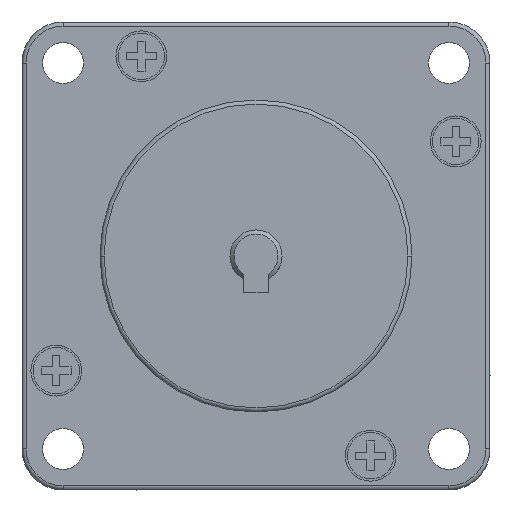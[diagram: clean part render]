
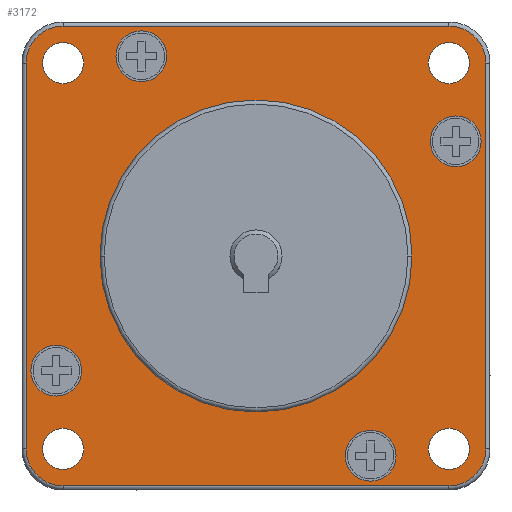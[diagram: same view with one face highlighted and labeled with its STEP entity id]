
A CAD part, left-side view. The second image highlights one B-rep face of the part: STEP entity #3172.
In plain terms, the highlighted planar face has unit normal (-1, 0, 0).
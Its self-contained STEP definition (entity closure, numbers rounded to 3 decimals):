
#117=CARTESIAN_POINT('',(0.,-23.5,-23.5));
#118=DIRECTION('',(-1.,0.,0.));
#119=DIRECTION('',(0.,-1.,0.));
#120=AXIS2_PLACEMENT_3D('',#117,#118,#119);
#122=CARTESIAN_POINT('',(0.,-23.5,-23.5));
#123=DIRECTION('',(-1.,0.,0.));
#124=DIRECTION('',(0.,1.,0.));
#125=AXIS2_PLACEMENT_3D('',#122,#123,#124);
#127=CARTESIAN_POINT('',(0.,23.5,-23.5));
#128=DIRECTION('',(-1.,0.,0.));
#129=DIRECTION('',(0.,-1.,0.));
#130=AXIS2_PLACEMENT_3D('',#127,#128,#129);
#132=CARTESIAN_POINT('',(0.,23.5,-23.5));
#133=DIRECTION('',(-1.,0.,0.));
#134=DIRECTION('',(0.,1.,0.));
#135=AXIS2_PLACEMENT_3D('',#132,#133,#134);
#137=CARTESIAN_POINT('',(0.,23.5,23.5));
#138=DIRECTION('',(-1.,0.,0.));
#139=DIRECTION('',(0.,-1.,0.));
#140=AXIS2_PLACEMENT_3D('',#137,#138,#139);
#142=CARTESIAN_POINT('',(0.,23.5,23.5));
#143=DIRECTION('',(-1.,0.,0.));
#144=DIRECTION('',(0.,1.,0.));
#145=AXIS2_PLACEMENT_3D('',#142,#143,#144);
#147=CARTESIAN_POINT('',(0.,-23.5,23.5));
#148=DIRECTION('',(-1.,0.,0.));
#149=DIRECTION('',(0.,-1.,0.));
#150=AXIS2_PLACEMENT_3D('',#147,#148,#149);
#152=CARTESIAN_POINT('',(0.,-23.5,23.5));
#153=DIRECTION('',(-1.,0.,0.));
#154=DIRECTION('',(0.,1.,0.));
#155=AXIS2_PLACEMENT_3D('',#152,#153,#154);
#157=CARTESIAN_POINT('',(0.,0.,0.));
#158=DIRECTION('',(-1.,0.,0.));
#159=DIRECTION('',(0.,1.,0.));
#160=AXIS2_PLACEMENT_3D('',#157,#158,#159);
#162=CARTESIAN_POINT('',(0.,0.,0.));
#163=DIRECTION('',(-1.,0.,0.));
#164=DIRECTION('',(0.,-1.,0.));
#165=AXIS2_PLACEMENT_3D('',#162,#163,#164);
#167=CARTESIAN_POINT('',(0.,-23.5,-23.5));
#168=DIRECTION('',(-1.,0.,0.));
#169=DIRECTION('',(0.,0.,-1.));
#170=AXIS2_PLACEMENT_3D('',#167,#168,#169);
#172=DIRECTION('',(0.,-1.,0.));
#173=VECTOR('',#172,47.);
#174=CARTESIAN_POINT('',(0.,23.5,-28.));
#175=LINE('',#174,#173);
#176=CARTESIAN_POINT('',(0.,23.5,-23.5));
#177=DIRECTION('',(-1.,0.,0.));
#178=DIRECTION('',(0.,1.,0.));
#179=AXIS2_PLACEMENT_3D('',#176,#177,#178);
#181=DIRECTION('',(0.,0.,-1.));
#182=VECTOR('',#181,47.);
#183=CARTESIAN_POINT('',(0.,28.,23.5));
#184=LINE('',#183,#182);
#185=CARTESIAN_POINT('',(0.,23.5,23.5));
#186=DIRECTION('',(-1.,0.,0.));
#187=DIRECTION('',(0.,0.,1.));
#188=AXIS2_PLACEMENT_3D('',#185,#186,#187);
#190=DIRECTION('',(0.,1.,0.));
#191=VECTOR('',#190,47.);
#192=CARTESIAN_POINT('',(0.,-23.5,28.));
#193=LINE('',#192,#191);
#194=CARTESIAN_POINT('',(0.,-23.5,23.5));
#195=DIRECTION('',(-1.,0.,0.));
#196=DIRECTION('',(0.,-1.,0.));
#197=AXIS2_PLACEMENT_3D('',#194,#195,#196);
#199=DIRECTION('',(0.,0.,1.));
#200=VECTOR('',#199,47.);
#201=CARTESIAN_POINT('',(0.,-28.,-23.5));
#202=LINE('',#201,#200);
#203=CARTESIAN_POINT('',(0.,-13.966,-24.33));
#204=DIRECTION('',(-1.,0.,0.));
#205=DIRECTION('',(0.,1.,0.));
#206=AXIS2_PLACEMENT_3D('',#203,#204,#205);
#208=CARTESIAN_POINT('',(0.,-13.966,-24.33));
#209=DIRECTION('',(-1.,0.,0.));
#210=DIRECTION('',(0.,-1.,0.));
#211=AXIS2_PLACEMENT_3D('',#208,#209,#210);
#271=CARTESIAN_POINT('',(0.,-24.33,13.966));
#272=DIRECTION('',(-1.,0.,0.));
#273=DIRECTION('',(0.,0.,-1.));
#274=AXIS2_PLACEMENT_3D('',#271,#272,#273);
#276=CARTESIAN_POINT('',(0.,-24.33,13.966));
#277=DIRECTION('',(-1.,0.,0.));
#278=DIRECTION('',(0.,0.,1.));
#279=AXIS2_PLACEMENT_3D('',#276,#277,#278);
#339=CARTESIAN_POINT('',(0.,13.966,24.33));
#340=DIRECTION('',(-1.,0.,0.));
#341=DIRECTION('',(0.,-1.,0.));
#342=AXIS2_PLACEMENT_3D('',#339,#340,#341);
#344=CARTESIAN_POINT('',(0.,13.966,24.33));
#345=DIRECTION('',(-1.,0.,0.));
#346=DIRECTION('',(0.,1.,0.));
#347=AXIS2_PLACEMENT_3D('',#344,#345,#346);
#407=CARTESIAN_POINT('',(0.,24.33,-13.966));
#408=DIRECTION('',(-1.,0.,0.));
#409=DIRECTION('',(0.,0.,1.));
#410=AXIS2_PLACEMENT_3D('',#407,#408,#409);
#412=CARTESIAN_POINT('',(0.,24.33,-13.966));
#413=DIRECTION('',(-1.,0.,0.));
#414=DIRECTION('',(0.,0.,-1.));
#415=AXIS2_PLACEMENT_3D('',#412,#413,#414);
#2413=CARTESIAN_POINT('',(0.,-26.,-23.5));
#2414=CARTESIAN_POINT('',(0.,-21.,-23.5));
#2415=VERTEX_POINT('',#2413);
#2416=VERTEX_POINT('',#2414);
#2417=CARTESIAN_POINT('',(0.,21.,-23.5));
#2418=CARTESIAN_POINT('',(0.,26.,-23.5));
#2419=VERTEX_POINT('',#2417);
#2420=VERTEX_POINT('',#2418);
#2421=CARTESIAN_POINT('',(0.,21.,23.5));
#2422=CARTESIAN_POINT('',(0.,26.,23.5));
#2423=VERTEX_POINT('',#2421);
#2424=VERTEX_POINT('',#2422);
#2425=CARTESIAN_POINT('',(0.,-26.,23.5));
#2426=CARTESIAN_POINT('',(0.,-21.,23.5));
#2427=VERTEX_POINT('',#2425);
#2428=VERTEX_POINT('',#2426);
#2653=CARTESIAN_POINT('',(0.,19.,0.));
#2654=CARTESIAN_POINT('',(0.,-19.,0.));
#2655=VERTEX_POINT('',#2653);
#2656=VERTEX_POINT('',#2654);
#2669=CARTESIAN_POINT('',(0.,-23.5,-28.));
#2670=CARTESIAN_POINT('',(0.,-28.,-23.5));
#2671=VERTEX_POINT('',#2669);
#2672=VERTEX_POINT('',#2670);
#2677=CARTESIAN_POINT('',(0.,-28.,23.5));
#2678=VERTEX_POINT('',#2677);
#2681=CARTESIAN_POINT('',(0.,-23.5,28.));
#2682=VERTEX_POINT('',#2681);
#2685=CARTESIAN_POINT('',(0.,23.5,28.));
#2686=VERTEX_POINT('',#2685);
#2689=CARTESIAN_POINT('',(0.,28.,23.5));
#2690=VERTEX_POINT('',#2689);
#2693=CARTESIAN_POINT('',(0.,28.,-23.5));
#2694=VERTEX_POINT('',#2693);
#2697=CARTESIAN_POINT('',(0.,23.5,-28.));
#2698=VERTEX_POINT('',#2697);
#2753=CARTESIAN_POINT('',(0.,-10.874,-24.33));
#2754=CARTESIAN_POINT('',(0.,-17.059,-24.33));
#2755=VERTEX_POINT('',#2753);
#2756=VERTEX_POINT('',#2754);
#2817=CARTESIAN_POINT('',(0.,-24.33,10.874));
#2818=CARTESIAN_POINT('',(0.,-24.33,17.059));
#2819=VERTEX_POINT('',#2817);
#2820=VERTEX_POINT('',#2818);
#2881=CARTESIAN_POINT('',(0.,10.874,24.33));
#2882=CARTESIAN_POINT('',(0.,17.059,24.33));
#2883=VERTEX_POINT('',#2881);
#2884=VERTEX_POINT('',#2882);
#2945=CARTESIAN_POINT('',(0.,24.33,-10.874));
#2946=CARTESIAN_POINT('',(0.,24.33,-17.059));
#2947=VERTEX_POINT('',#2945);
#2948=VERTEX_POINT('',#2946);
#3096=CARTESIAN_POINT('',(0.,0.,0.));
#3097=DIRECTION('',(1.,0.,0.));
#3098=DIRECTION('',(0.,-1.,0.));
#3099=AXIS2_PLACEMENT_3D('',#3096,#3097,#3098);
#3100=PLANE('',#3099);
#3102=ORIENTED_EDGE('',*,*,#3101,.F.);
#3104=ORIENTED_EDGE('',*,*,#3103,.F.);
#3106=ORIENTED_EDGE('',*,*,#3105,.F.);
#3108=ORIENTED_EDGE('',*,*,#3107,.F.);
#3110=ORIENTED_EDGE('',*,*,#3109,.F.);
#3112=ORIENTED_EDGE('',*,*,#3111,.F.);
#3114=ORIENTED_EDGE('',*,*,#3113,.F.);
#3116=ORIENTED_EDGE('',*,*,#3115,.F.);
#3117=EDGE_LOOP('',(#3102,#3104,#3106,#3108,#3110,#3112,#3114,#3116));
#3118=FACE_OUTER_BOUND('',#3117,.F.);
#3120=ORIENTED_EDGE('',*,*,#3119,.T.);
#3122=ORIENTED_EDGE('',*,*,#3121,.T.);
#3123=EDGE_LOOP('',(#3120,#3122));
#3124=FACE_BOUND('',#3123,.F.);
#3125=ORIENTED_EDGE('',*,*,#3086,.T.);
#3127=ORIENTED_EDGE('',*,*,#3126,.T.);
#3128=EDGE_LOOP('',(#3125,#3127));
#3129=FACE_BOUND('',#3128,.F.);
#3131=ORIENTED_EDGE('',*,*,#3130,.T.);
#3133=ORIENTED_EDGE('',*,*,#3132,.T.);
#3134=EDGE_LOOP('',(#3131,#3133));
#3135=FACE_BOUND('',#3134,.F.);
#3137=ORIENTED_EDGE('',*,*,#3136,.T.);
#3139=ORIENTED_EDGE('',*,*,#3138,.T.);
#3140=EDGE_LOOP('',(#3137,#3139));
#3141=FACE_BOUND('',#3140,.F.);
#3143=ORIENTED_EDGE('',*,*,#3142,.T.);
#3145=ORIENTED_EDGE('',*,*,#3144,.T.);
#3146=EDGE_LOOP('',(#3143,#3145));
#3147=FACE_BOUND('',#3146,.F.);
#3149=ORIENTED_EDGE('',*,*,#3148,.T.);
#3151=ORIENTED_EDGE('',*,*,#3150,.T.);
#3152=EDGE_LOOP('',(#3149,#3151));
#3153=FACE_BOUND('',#3152,.F.);
#3155=ORIENTED_EDGE('',*,*,#3154,.T.);
#3157=ORIENTED_EDGE('',*,*,#3156,.T.);
#3158=EDGE_LOOP('',(#3155,#3157));
#3159=FACE_BOUND('',#3158,.F.);
#3161=ORIENTED_EDGE('',*,*,#3160,.T.);
#3163=ORIENTED_EDGE('',*,*,#3162,.T.);
#3164=EDGE_LOOP('',(#3161,#3163));
#3165=FACE_BOUND('',#3164,.F.);
#3167=ORIENTED_EDGE('',*,*,#3166,.T.);
#3169=ORIENTED_EDGE('',*,*,#3168,.T.);
#3170=EDGE_LOOP('',(#3167,#3169));
#3171=FACE_BOUND('',#3170,.F.);
#121=CIRCLE('',#120,2.5);
#126=CIRCLE('',#125,2.5);
#131=CIRCLE('',#130,2.5);
#136=CIRCLE('',#135,2.5);
#141=CIRCLE('',#140,2.5);
#146=CIRCLE('',#145,2.5);
#151=CIRCLE('',#150,2.5);
#156=CIRCLE('',#155,2.5);
#161=CIRCLE('',#160,19.);
#166=CIRCLE('',#165,19.);
#171=CIRCLE('',#170,4.5);
#180=CIRCLE('',#179,4.5);
#189=CIRCLE('',#188,4.5);
#198=CIRCLE('',#197,4.5);
#207=CIRCLE('',#206,3.093);
#212=CIRCLE('',#211,3.093);
#275=CIRCLE('',#274,3.093);
#280=CIRCLE('',#279,3.093);
#343=CIRCLE('',#342,3.093);
#348=CIRCLE('',#347,3.093);
#411=CIRCLE('',#410,3.093);
#416=CIRCLE('',#415,3.093);
#3086=EDGE_CURVE('',#2419,#2420,#131,.T.);
#3101=EDGE_CURVE('',#2671,#2672,#171,.T.);
#3103=EDGE_CURVE('',#2698,#2671,#175,.T.);
#3105=EDGE_CURVE('',#2694,#2698,#180,.T.);
#3107=EDGE_CURVE('',#2690,#2694,#184,.T.);
#3109=EDGE_CURVE('',#2686,#2690,#189,.T.);
#3111=EDGE_CURVE('',#2682,#2686,#193,.T.);
#3113=EDGE_CURVE('',#2678,#2682,#198,.T.);
#3115=EDGE_CURVE('',#2672,#2678,#202,.T.);
#3119=EDGE_CURVE('',#2415,#2416,#121,.T.);
#3121=EDGE_CURVE('',#2416,#2415,#126,.T.);
#3126=EDGE_CURVE('',#2420,#2419,#136,.T.);
#3130=EDGE_CURVE('',#2423,#2424,#141,.T.);
#3132=EDGE_CURVE('',#2424,#2423,#146,.T.);
#3136=EDGE_CURVE('',#2427,#2428,#151,.T.);
#3138=EDGE_CURVE('',#2428,#2427,#156,.T.);
#3142=EDGE_CURVE('',#2655,#2656,#161,.T.);
#3144=EDGE_CURVE('',#2656,#2655,#166,.T.);
#3148=EDGE_CURVE('',#2755,#2756,#207,.T.);
#3150=EDGE_CURVE('',#2756,#2755,#212,.T.);
#3154=EDGE_CURVE('',#2819,#2820,#275,.T.);
#3156=EDGE_CURVE('',#2820,#2819,#280,.T.);
#3160=EDGE_CURVE('',#2883,#2884,#343,.T.);
#3162=EDGE_CURVE('',#2884,#2883,#348,.T.);
#3166=EDGE_CURVE('',#2947,#2948,#411,.T.);
#3168=EDGE_CURVE('',#2948,#2947,#416,.T.);
#3172=ADVANCED_FACE('',(#3118,#3124,#3129,#3135,#3141,#3147,#3153,#3159,#3165,
#3171),#3100,.F.);
